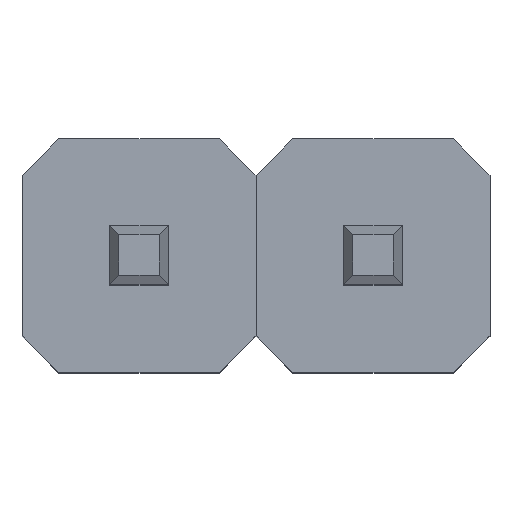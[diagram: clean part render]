
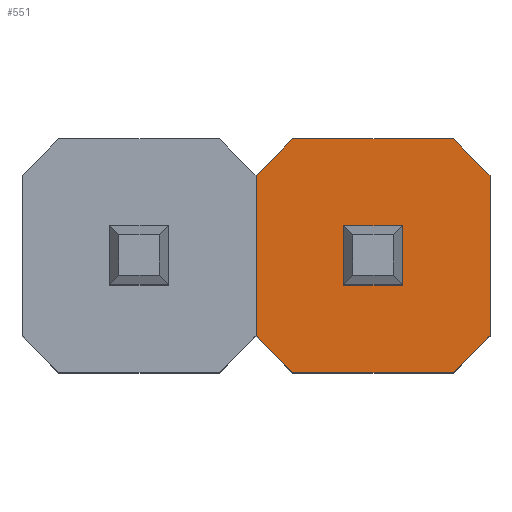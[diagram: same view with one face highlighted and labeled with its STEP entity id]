
A CAD part, top view. The second image highlights one B-rep face of the part: STEP entity #551.
In plain terms, the highlighted planar face has unit normal (0, 0, 1).
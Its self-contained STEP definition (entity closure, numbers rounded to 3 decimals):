
#74=ORIENTED_EDGE('',*,*,#199,.F.);
#75=ORIENTED_EDGE('',*,*,#203,.F.);
#76=ORIENTED_EDGE('',*,*,#206,.F.);
#77=ORIENTED_EDGE('',*,*,#208,.F.);
#78=ORIENTED_EDGE('',*,*,#211,.T.);
#79=ORIENTED_EDGE('',*,*,#213,.T.);
#80=ORIENTED_EDGE('',*,*,#189,.T.);
#81=ORIENTED_EDGE('',*,*,#214,.T.);
#82=ORIENTED_EDGE('',*,*,#191,.T.);
#83=ORIENTED_EDGE('',*,*,#215,.T.);
#84=ORIENTED_EDGE('',*,*,#196,.T.);
#85=ORIENTED_EDGE('',*,*,#216,.T.);
#189=EDGE_CURVE('',#258,#261,#305,.T.);
#191=EDGE_CURVE('',#263,#262,#307,.T.);
#196=EDGE_CURVE('',#264,#267,#312,.T.);
#199=EDGE_CURVE('',#270,#271,#315,.T.);
#203=EDGE_CURVE('',#273,#270,#319,.T.);
#206=EDGE_CURVE('',#275,#273,#322,.T.);
#208=EDGE_CURVE('',#271,#275,#324,.T.);
#211=EDGE_CURVE('',#279,#278,#327,.T.);
#213=EDGE_CURVE('',#278,#258,#329,.F.);
#214=EDGE_CURVE('',#261,#263,#330,.F.);
#215=EDGE_CURVE('',#262,#264,#331,.F.);
#216=EDGE_CURVE('',#267,#279,#332,.F.);
#258=VERTEX_POINT('',#797);
#261=VERTEX_POINT('',#802);
#262=VERTEX_POINT('',#806);
#263=VERTEX_POINT('',#808);
#264=VERTEX_POINT('',#812);
#267=VERTEX_POINT('',#817);
#270=VERTEX_POINT('',#824);
#271=VERTEX_POINT('',#826);
#273=VERTEX_POINT('',#832);
#275=VERTEX_POINT('',#838);
#278=VERTEX_POINT('',#848);
#279=VERTEX_POINT('',#850);
#305=LINE('',#803,#377);
#307=LINE('',#807,#379);
#312=LINE('',#818,#384);
#315=LINE('',#825,#387);
#319=LINE('',#833,#391);
#322=LINE('',#839,#394);
#324=LINE('',#842,#396);
#327=LINE('',#849,#399);
#329=LINE('',#853,#401);
#330=LINE('',#854,#402);
#331=LINE('',#855,#403);
#332=LINE('',#856,#404);
#377=VECTOR('',#652,1000.);
#379=VECTOR('',#656,1000.);
#384=VECTOR('',#663,1000.);
#387=VECTOR('',#668,1000.);
#391=VECTOR('',#674,1000.);
#394=VECTOR('',#679,1000.);
#396=VECTOR('',#683,1000.);
#399=VECTOR('',#688,1000.);
#401=VECTOR('',#692,1000.);
#402=VECTOR('',#693,1000.);
#403=VECTOR('',#694,1000.);
#404=VECTOR('',#695,1000.);
#451=EDGE_LOOP('',(#74,#75,#76,#77));
#452=EDGE_LOOP('',(#78,#79,#80,#81,#82,#83,#84,#85));
#485=FACE_BOUND('',#451,.T.);
#486=FACE_BOUND('',#452,.T.);
#519=PLANE('',#612);
#551=ADVANCED_FACE('',(#485,#486),#519,.T.);
#612=AXIS2_PLACEMENT_3D('',#852,#690,#691);
#652=DIRECTION('',(0.,-1.,0.));
#656=DIRECTION('',(1.,0.,0.));
#663=DIRECTION('',(0.,1.,0.));
#668=DIRECTION('',(0.,-1.,0.));
#674=DIRECTION('',(-1.,0.,0.));
#679=DIRECTION('',(0.,1.,0.));
#683=DIRECTION('',(1.,0.,0.));
#688=DIRECTION('',(-1.,0.,0.));
#690=DIRECTION('',(0.,0.,1.));
#691=DIRECTION('',(1.,0.,0.));
#692=DIRECTION('',(0.707,0.707,0.));
#693=DIRECTION('',(-0.707,0.707,0.));
#694=DIRECTION('',(-0.707,-0.707,0.));
#695=DIRECTION('',(0.707,-0.707,0.));
#797=CARTESIAN_POINT('',(-1.27,0.87,2.54));
#802=CARTESIAN_POINT('',(-1.27,-0.87,2.54));
#803=CARTESIAN_POINT('',(-1.27,1.27,2.54));
#806=CARTESIAN_POINT('',(0.87,-1.27,2.54));
#807=CARTESIAN_POINT('',(-1.27,-1.27,2.54));
#808=CARTESIAN_POINT('',(-0.87,-1.27,2.54));
#812=CARTESIAN_POINT('',(1.27,-0.87,2.54));
#817=CARTESIAN_POINT('',(1.27,0.87,2.54));
#818=CARTESIAN_POINT('',(1.27,-1.27,2.54));
#824=CARTESIAN_POINT('',(-0.32,0.32,2.54));
#825=CARTESIAN_POINT('',(-0.32,0.32,2.54));
#826=CARTESIAN_POINT('',(-0.32,-0.32,2.54));
#832=CARTESIAN_POINT('',(0.32,0.32,2.54));
#833=CARTESIAN_POINT('',(0.32,0.32,2.54));
#838=CARTESIAN_POINT('',(0.32,-0.32,2.54));
#839=CARTESIAN_POINT('',(0.32,-0.32,2.54));
#842=CARTESIAN_POINT('',(-0.32,-0.32,2.54));
#848=CARTESIAN_POINT('',(-0.87,1.27,2.54));
#849=CARTESIAN_POINT('',(1.27,1.27,2.54));
#850=CARTESIAN_POINT('',(0.87,1.27,2.54));
#852=CARTESIAN_POINT('',(0.,0.,2.54));
#853=CARTESIAN_POINT('',(-1.07,1.07,2.54));
#854=CARTESIAN_POINT('',(-1.07,-1.07,2.54));
#855=CARTESIAN_POINT('',(1.07,-1.07,2.54));
#856=CARTESIAN_POINT('',(1.07,1.07,2.54));
